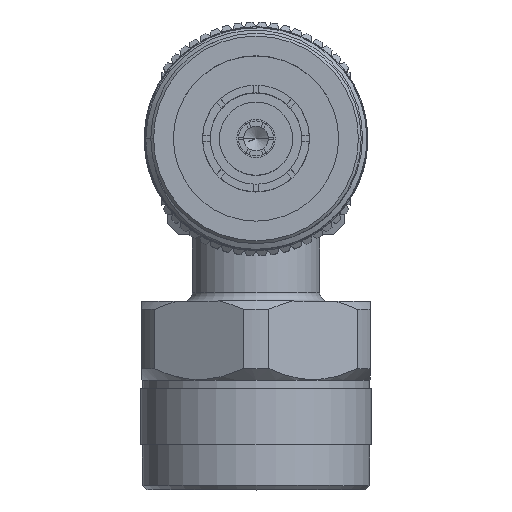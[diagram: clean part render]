
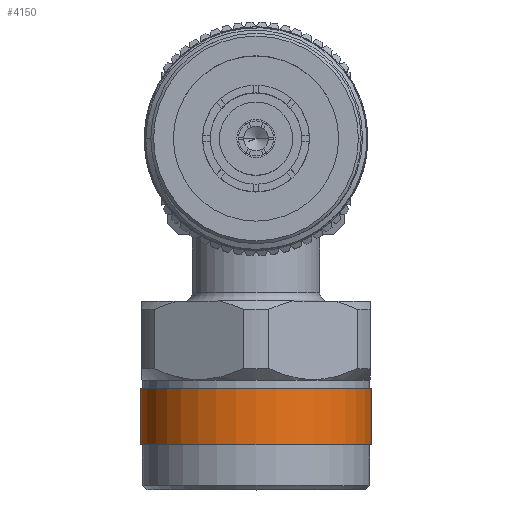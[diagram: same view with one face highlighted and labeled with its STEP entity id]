
A CAD part, top view. The second image highlights one B-rep face of the part: STEP entity #4150.
In plain terms, the highlighted cylindrical face has radius 10.459 mm (diameter 20.917 mm), a partial arc.
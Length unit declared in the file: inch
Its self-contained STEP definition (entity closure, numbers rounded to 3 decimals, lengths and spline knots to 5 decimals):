
#118 = AXIS2_PLACEMENT_3D ( 'NONE', #11930, #20837, #5404 ) ;
#1359 = DIRECTION ( 'NONE',  ( -1., 0., 0. ) ) ;
#1797 = CARTESIAN_POINT ( 'NONE',  ( -1.06037, 0., 0. ) ) ;
#1804 = DIRECTION ( 'NONE',  ( 1., 0., 0. ) ) ;
#1922 = CYLINDRICAL_SURFACE ( 'NONE', #118, 0.41175 ) ;
#2073 = ORIENTED_EDGE ( 'NONE', *, *, #19459, .F. ) ;
#2148 = ORIENTED_EDGE ( 'NONE', *, *, #14248, .T. ) ;
#2509 = VECTOR ( 'NONE', #19917, 39.37008 ) ;
#2595 = CARTESIAN_POINT ( 'NONE',  ( -1.06037, 0., 0.41175 ) ) ;
#3382 = DIRECTION ( 'NONE',  ( 0., 0., 1. ) ) ;
#3533 = CARTESIAN_POINT ( 'NONE',  ( -0.86127, 0., 0.41175 ) ) ;
#4150 = ADVANCED_FACE ( 'NONE', ( #19040 ), #1922, .T. ) ;
#5404 = DIRECTION ( 'NONE',  ( 0., 0., -1. ) ) ;
#6174 = CARTESIAN_POINT ( 'NONE',  ( -0.17882, 0., 0.41175 ) ) ;
#6525 = CARTESIAN_POINT ( 'NONE',  ( -0.86127, 0., -0.41175 ) ) ;
#6548 = VERTEX_POINT ( 'NONE', #2595 ) ;
#6603 = ORIENTED_EDGE ( 'NONE', *, *, #19890, .F. ) ;
#7843 = CARTESIAN_POINT ( 'NONE',  ( -0.86127, 0., 0. ) ) ;
#9372 = AXIS2_PLACEMENT_3D ( 'NONE', #1797, #1359, #3382 ) ;
#9439 = DIRECTION ( 'NONE',  ( -1., 0., 0. ) ) ;
#9943 = VERTEX_POINT ( 'NONE', #6525 ) ;
#11648 = ORIENTED_EDGE ( 'NONE', *, *, #22192, .T. ) ;
#11930 = CARTESIAN_POINT ( 'NONE',  ( -0.17882, 0., 0. ) ) ;
#13040 = LINE ( 'NONE', #6174, #2509 ) ;
#13139 = DIRECTION ( 'NONE',  ( 0., 0., 1. ) ) ;
#14161 = CIRCLE ( 'NONE', #19919, 0.41175 ) ;
#14248 = EDGE_CURVE ( 'NONE', #9943, #14568, #14161, .T. ) ;
#14556 = VERTEX_POINT ( 'NONE', #20117 ) ;
#14568 = VERTEX_POINT ( 'NONE', #3533 ) ;
#17240 = CARTESIAN_POINT ( 'NONE',  ( -0.17882, 0., -0.41175 ) ) ;
#19040 = FACE_OUTER_BOUND ( 'NONE', #20541, .T. ) ;
#19083 = CIRCLE ( 'NONE', #9372, 0.41175 ) ;
#19371 = VECTOR ( 'NONE', #1804, 39.37008 ) ;
#19459 = EDGE_CURVE ( 'NONE', #14556, #6548, #19083, .T. ) ;
#19890 = EDGE_CURVE ( 'NONE', #6548, #14568, #13040, .T. ) ;
#19917 = DIRECTION ( 'NONE',  ( 1., 0., 0. ) ) ;
#19919 = AXIS2_PLACEMENT_3D ( 'NONE', #7843, #9439, #13139 ) ;
#20117 = CARTESIAN_POINT ( 'NONE',  ( -1.06037, 0., -0.41175 ) ) ;
#20541 = EDGE_LOOP ( 'NONE', ( #6603, #2073, #11648, #2148 ) ) ;
#20620 = LINE ( 'NONE', #17240, #19371 ) ;
#20837 = DIRECTION ( 'NONE',  ( 1., 0., 0. ) ) ;
#22192 = EDGE_CURVE ( 'NONE', #14556, #9943, #20620, .T. ) ;
